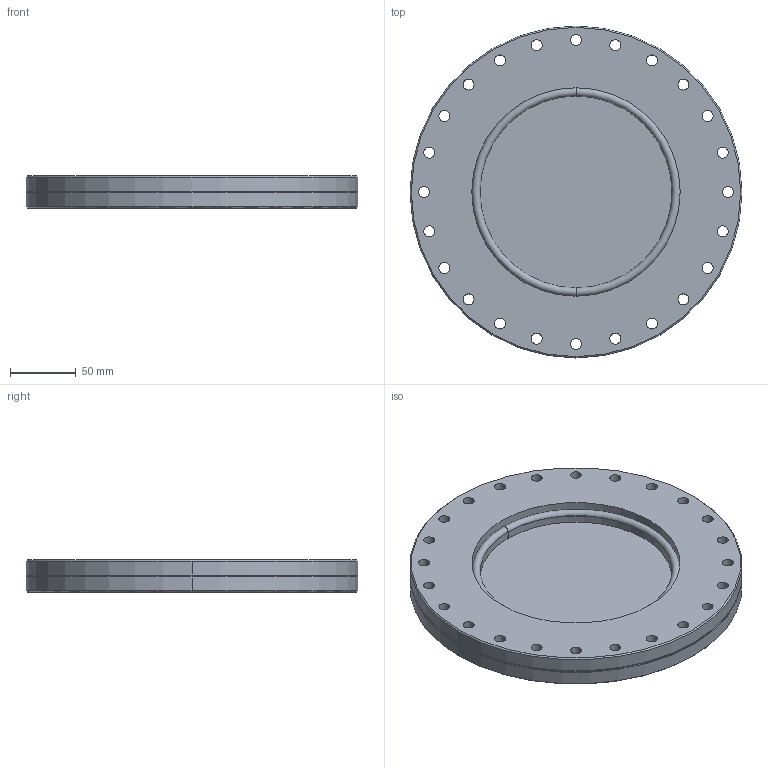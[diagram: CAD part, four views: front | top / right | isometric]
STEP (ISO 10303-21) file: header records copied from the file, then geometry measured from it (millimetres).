
FILE_DESCRIPTION (( 'STEP AP214' ), '1' );
FILE_NAME ('420GSG200.step', '2017-07-10T07:01:21', ( 'install' ), ( '' ), 'SwSTEP 2.0', 'SolidWorks 2015', '' );
FILE_SCHEMA (( 'AUTOMOTIVE_DESIGN' ));
Length unit declared in the file: millimetre
Products named in the file (1): 420GSG200
Bounding box: 253.2 x 253.2 x 24.5 mm (x, y, z)
Volume: 827611.9 mm3; surface area: 183887.9 mm2
Topology: 3 solids, 3 shells, 109 faces, 270 edges, 170 vertices
Faces by surface type: cylinder 74, torus 14, plane 11, cone 10
Entity records: 4707 total; most frequent: DIRECTION 666, CARTESIAN_POINT 606, ORIENTED_EDGE 540, AXIS2_PLACEMENT_3D 290, EDGE_CURVE 270, CIRCLE 180, VERTEX_POINT 170, EDGE_LOOP 164
